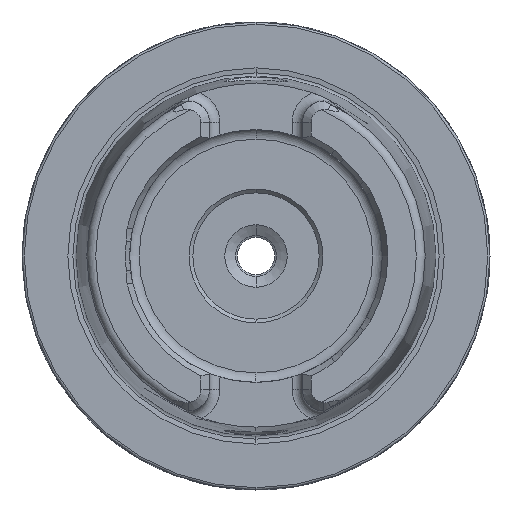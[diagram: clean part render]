
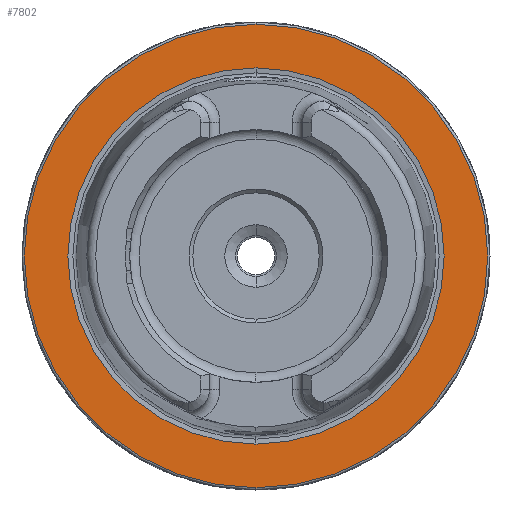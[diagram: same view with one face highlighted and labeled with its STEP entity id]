
A CAD part, left-side view. The second image highlights one B-rep face of the part: STEP entity #7802.
In plain terms, the highlighted planar face has unit normal (-1, 0, 0).
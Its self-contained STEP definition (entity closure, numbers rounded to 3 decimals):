
#157 = ORIENTED_EDGE ( 'NONE', *, *, #1032, .F. ) ;
#158 = ORIENTED_EDGE ( 'NONE', *, *, #7976, .F. ) ;
#159 = ORIENTED_EDGE ( 'NONE', *, *, #1079, .T. ) ;
#160 = ORIENTED_EDGE ( 'NONE', *, *, #1031, .T. ) ;
#1031 = EDGE_CURVE ( 'NONE', #8337, #8336, #2614, .T. ) ;
#1032 = EDGE_CURVE ( 'NONE', #8334, #8329, #2615, .T. ) ;
#1079 = EDGE_CURVE ( 'NONE', #8336, #8337, #2679, .T. ) ;
#1157 = AXIS2_PLACEMENT_3D ( 'NONE', #2910, #2911, #2912 ) ;
#1158 = AXIS2_PLACEMENT_3D ( 'NONE', #2913, #2914, #2915 ) ;
#1181 = AXIS2_PLACEMENT_3D ( 'NONE', #3099, #3100, #3101 ) ;
#1216 = AXIS2_PLACEMENT_3D ( 'NONE', #3171, #3163, #3175 ) ;
#2614 = CIRCLE ( 'NONE', #1157, 31.2 ) ;
#2615 = CIRCLE ( 'NONE', #1158, 25.324 ) ;
#2679 = CIRCLE ( 'NONE', #1181, 31.2 ) ;
#2712 = FACE_BOUND ( 'NONE', #6774, .T. ) ;
#2713 = FACE_OUTER_BOUND ( 'NONE', #6778, .T. ) ;
#2910 = CARTESIAN_POINT ( 'NONE',  ( 0., 0., 0. ) ) ;
#2911 = DIRECTION ( 'NONE',  ( -1., 0., 0. ) ) ;
#2912 = DIRECTION ( 'NONE',  ( 0., 0., 1. ) ) ;
#2913 = CARTESIAN_POINT ( 'NONE',  ( 0., 0., 0. ) ) ;
#2914 = DIRECTION ( 'NONE',  ( -1., 0., 0. ) ) ;
#2915 = DIRECTION ( 'NONE',  ( 0., 0., 1. ) ) ;
#3099 = CARTESIAN_POINT ( 'NONE',  ( 0., 0., 0. ) ) ;
#3100 = DIRECTION ( 'NONE',  ( -1., 0., 0. ) ) ;
#3101 = DIRECTION ( 'NONE',  ( 0., 0., 1. ) ) ;
#3163 = DIRECTION ( 'NONE',  ( 1., 0., 0. ) ) ;
#3171 = CARTESIAN_POINT ( 'NONE',  ( 0., 31.2, 0. ) ) ;
#3173 = PLANE ( 'NONE',  #1216 ) ;
#3175 = DIRECTION ( 'NONE',  ( 0., 0., -1. ) ) ;
#5567 = CIRCLE ( 'NONE', #5767, 25.324 ) ;
#5767 = AXIS2_PLACEMENT_3D ( 'NONE', #6156, #6157, #6158 ) ;
#6156 = CARTESIAN_POINT ( 'NONE',  ( 0., 0., 0. ) ) ;
#6157 = DIRECTION ( 'NONE',  ( -1., 0., 0. ) ) ;
#6158 = DIRECTION ( 'NONE',  ( 0., 0., 1. ) ) ;
#6774 = EDGE_LOOP ( 'NONE', ( #157, #158 ) ) ;
#6778 = EDGE_LOOP ( 'NONE', ( #159, #160 ) ) ;
#7577 = CARTESIAN_POINT ( 'NONE',  ( 0., 0., -25.324 ) ) ;
#7582 = CARTESIAN_POINT ( 'NONE',  ( 0., 0., 25.324 ) ) ;
#7584 = CARTESIAN_POINT ( 'NONE',  ( 0., 0., 31.2 ) ) ;
#7585 = CARTESIAN_POINT ( 'NONE',  ( 0., 0., -31.2 ) ) ;
#7802 = ADVANCED_FACE ( 'NONE', ( #2712, #2713 ), #3173, .F. ) ;
#7976 = EDGE_CURVE ( 'NONE', #8329, #8334, #5567, .T. ) ;
#8329 = VERTEX_POINT ( 'NONE', #7577 ) ;
#8334 = VERTEX_POINT ( 'NONE', #7582 ) ;
#8336 = VERTEX_POINT ( 'NONE', #7584 ) ;
#8337 = VERTEX_POINT ( 'NONE', #7585 ) ;
